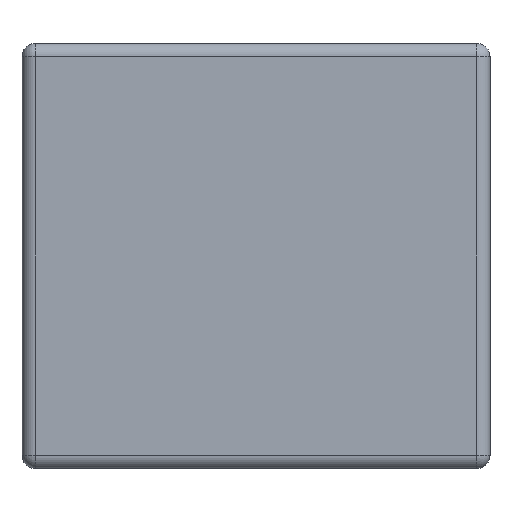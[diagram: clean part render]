
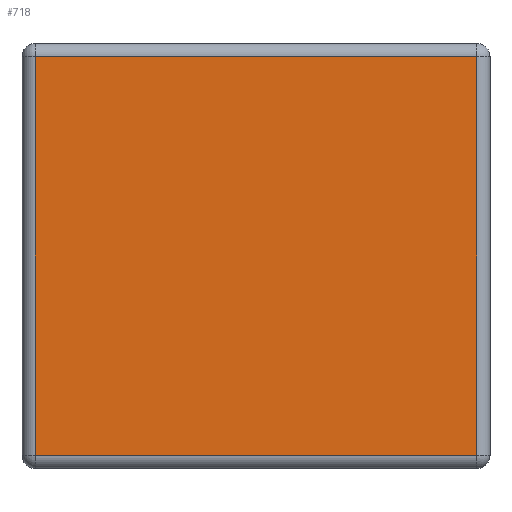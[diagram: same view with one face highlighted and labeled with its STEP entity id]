
A CAD part, left-side view. The second image highlights one B-rep face of the part: STEP entity #718.
In plain terms, the highlighted planar face has unit normal (-1, 0, 0).
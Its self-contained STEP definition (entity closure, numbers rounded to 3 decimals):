
#90 = EDGE_CURVE ( 'NONE', #1285, #158, #407, .T. ) ;
#158 = VERTEX_POINT ( 'NONE', #703 ) ;
#232 = DIRECTION ( 'NONE',  ( 0., 0., 1. ) ) ;
#326 = VECTOR ( 'NONE', #232, 1000. ) ;
#366 = CARTESIAN_POINT ( 'NONE',  ( -0.3, 0.321, 0.141 ) ) ;
#396 = CARTESIAN_POINT ( 'NONE',  ( -0.3, 0.321, -0.15 ) ) ;
#402 = LINE ( 'NONE', #1727, #920 ) ;
#407 = LINE ( 'NONE', #1510, #326 ) ;
#545 = EDGE_LOOP ( 'NONE', ( #1966, #1021, #1078, #716 ) ) ;
#703 = CARTESIAN_POINT ( 'NONE',  ( -0.3, 0.009, 0.141 ) ) ;
#716 = ORIENTED_EDGE ( 'NONE', *, *, #1993, .T. ) ;
#718 = ADVANCED_FACE ( 'NONE', ( #1308 ), #1838, .F. ) ;
#774 = CARTESIAN_POINT ( 'NONE',  ( -0.3, 0.665, -0.15 ) ) ;
#866 = CARTESIAN_POINT ( 'NONE',  ( -0.3, 0.009, -0.141 ) ) ;
#920 = VECTOR ( 'NONE', #2241, 1000. ) ;
#945 = DIRECTION ( 'NONE',  ( 0., -1., 0. ) ) ;
#1021 = ORIENTED_EDGE ( 'NONE', *, *, #1089, .T. ) ;
#1078 = ORIENTED_EDGE ( 'NONE', *, *, #2061, .T. ) ;
#1089 = EDGE_CURVE ( 'NONE', #158, #2273, #402, .T. ) ;
#1117 = LINE ( 'NONE', #2020, #2294 ) ;
#1285 = VERTEX_POINT ( 'NONE', #866 ) ;
#1308 = FACE_OUTER_BOUND ( 'NONE', #545, .T. ) ;
#1496 = DIRECTION ( 'NONE',  ( 0., 0., -1. ) ) ;
#1500 = DIRECTION ( 'NONE',  ( 0., 0., -1. ) ) ;
#1510 = CARTESIAN_POINT ( 'NONE',  ( -0.3, 0.009, 0.15 ) ) ;
#1663 = LINE ( 'NONE', #396, #1851 ) ;
#1674 = VERTEX_POINT ( 'NONE', #2048 ) ;
#1727 = CARTESIAN_POINT ( 'NONE',  ( -0.3, 0.665, 0.141 ) ) ;
#1838 = PLANE ( 'NONE',  #2075 ) ;
#1851 = VECTOR ( 'NONE', #1500, 1000. ) ;
#1966 = ORIENTED_EDGE ( 'NONE', *, *, #90, .T. ) ;
#1993 = EDGE_CURVE ( 'NONE', #1674, #1285, #1117, .T. ) ;
#2014 = DIRECTION ( 'NONE',  ( 1., 0., 0. ) ) ;
#2020 = CARTESIAN_POINT ( 'NONE',  ( -0.3, 0.665, -0.141 ) ) ;
#2048 = CARTESIAN_POINT ( 'NONE',  ( -0.3, 0.321, -0.141 ) ) ;
#2061 = EDGE_CURVE ( 'NONE', #2273, #1674, #1663, .T. ) ;
#2075 = AXIS2_PLACEMENT_3D ( 'NONE', #774, #2014, #1496 ) ;
#2241 = DIRECTION ( 'NONE',  ( 0., 1., 0. ) ) ;
#2273 = VERTEX_POINT ( 'NONE', #366 ) ;
#2294 = VECTOR ( 'NONE', #945, 1000. ) ;
